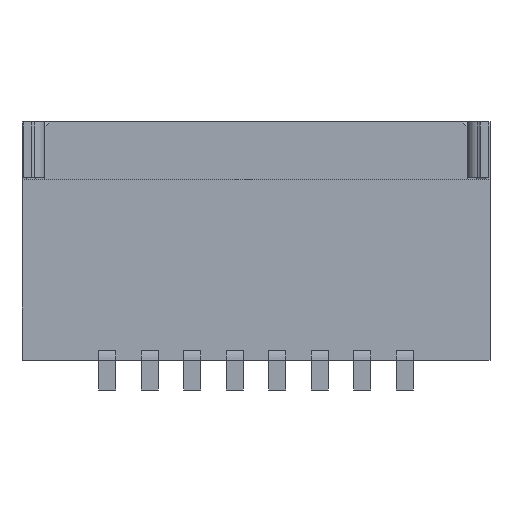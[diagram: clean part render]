
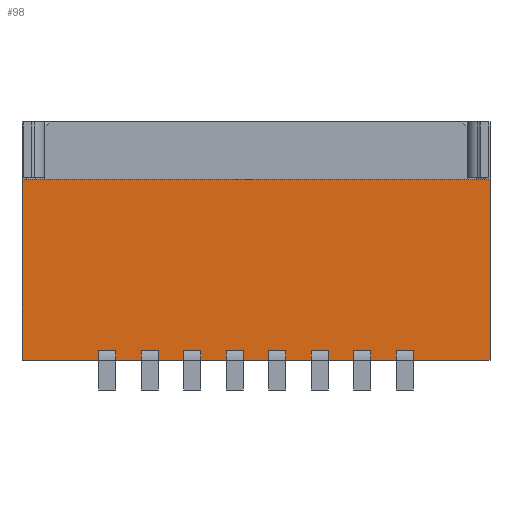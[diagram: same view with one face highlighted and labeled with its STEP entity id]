
A CAD part, front view. The second image highlights one B-rep face of the part: STEP entity #98.
In plain terms, the highlighted planar face has unit normal (0, -1, 0).
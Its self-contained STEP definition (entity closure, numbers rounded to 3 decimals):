
#98=ADVANCED_FACE('',(#346),#347,.T.);
#346=FACE_OUTER_BOUND('',#743,.T.);
#347=PLANE('',#744);
#743=EDGE_LOOP('',(#1480,#1481,#1482,#1483,#1484,#1485,#1486,#1487,#1488,#1489,#1490,#1491,#1492,#1493,#1494,#1495,#1496,#1497,#1498,#1499,#1500,#1501,#1502,#1503,#1504,#1505,#1506,#1507,#1508,#1509,#1510,#1511,#1512,#1513,#1514,#1515));
#744=AXIS2_PLACEMENT_3D('',#1516,#1517,#1518);
#1480=ORIENTED_EDGE('',*,*,#2842,.T.);
#1481=ORIENTED_EDGE('',*,*,#2843,.F.);
#1482=ORIENTED_EDGE('',*,*,#2844,.F.);
#1483=ORIENTED_EDGE('',*,*,#2781,.T.);
#1484=ORIENTED_EDGE('',*,*,#2768,.F.);
#1485=ORIENTED_EDGE('',*,*,#2789,.F.);
#1486=ORIENTED_EDGE('',*,*,#2845,.F.);
#1487=ORIENTED_EDGE('',*,*,#2846,.T.);
#1488=ORIENTED_EDGE('',*,*,#2847,.T.);
#1489=ORIENTED_EDGE('',*,*,#2848,.F.);
#1490=ORIENTED_EDGE('',*,*,#2849,.F.);
#1491=ORIENTED_EDGE('',*,*,#2850,.T.);
#1492=ORIENTED_EDGE('',*,*,#2851,.T.);
#1493=ORIENTED_EDGE('',*,*,#2852,.F.);
#1494=ORIENTED_EDGE('',*,*,#2853,.F.);
#1495=ORIENTED_EDGE('',*,*,#2854,.T.);
#1496=ORIENTED_EDGE('',*,*,#2855,.T.);
#1497=ORIENTED_EDGE('',*,*,#2856,.F.);
#1498=ORIENTED_EDGE('',*,*,#2857,.F.);
#1499=ORIENTED_EDGE('',*,*,#2858,.T.);
#1500=ORIENTED_EDGE('',*,*,#2859,.T.);
#1501=ORIENTED_EDGE('',*,*,#2860,.F.);
#1502=ORIENTED_EDGE('',*,*,#2861,.F.);
#1503=ORIENTED_EDGE('',*,*,#2862,.T.);
#1504=ORIENTED_EDGE('',*,*,#2863,.T.);
#1505=ORIENTED_EDGE('',*,*,#2864,.F.);
#1506=ORIENTED_EDGE('',*,*,#2865,.F.);
#1507=ORIENTED_EDGE('',*,*,#2866,.T.);
#1508=ORIENTED_EDGE('',*,*,#2867,.T.);
#1509=ORIENTED_EDGE('',*,*,#2868,.F.);
#1510=ORIENTED_EDGE('',*,*,#2869,.F.);
#1511=ORIENTED_EDGE('',*,*,#2870,.T.);
#1512=ORIENTED_EDGE('',*,*,#2871,.T.);
#1513=ORIENTED_EDGE('',*,*,#2872,.F.);
#1514=ORIENTED_EDGE('',*,*,#2873,.F.);
#1515=ORIENTED_EDGE('',*,*,#2874,.T.);
#1516=CARTESIAN_POINT('',(-5.5,-1.5,0.0));
#1517=DIRECTION('',(0.0,-1.0,0.0));
#1518=DIRECTION('',(0.0,0.0,-1.0));
#2768=EDGE_CURVE('',#3369,#3371,#3372,.T.);
#2781=EDGE_CURVE('',#3391,#3371,#3392,.T.);
#2789=EDGE_CURVE('',#3402,#3369,#3404,.T.);
#2842=EDGE_CURVE('',#3479,#3480,#3481,.T.);
#2843=EDGE_CURVE('',#3482,#3480,#3483,.T.);
#2844=EDGE_CURVE('',#3391,#3482,#3484,.T.);
#2845=EDGE_CURVE('',#3485,#3402,#3486,.T.);
#2846=EDGE_CURVE('',#3485,#3487,#3488,.T.);
#2847=EDGE_CURVE('',#3487,#3489,#3490,.T.);
#2848=EDGE_CURVE('',#3491,#3489,#3492,.T.);
#2849=EDGE_CURVE('',#3493,#3491,#3494,.T.);
#2850=EDGE_CURVE('',#3493,#3495,#3496,.T.);
#2851=EDGE_CURVE('',#3495,#3497,#3498,.T.);
#2852=EDGE_CURVE('',#3499,#3497,#3500,.T.);
#2853=EDGE_CURVE('',#3501,#3499,#3502,.T.);
#2854=EDGE_CURVE('',#3501,#3503,#3504,.T.);
#2855=EDGE_CURVE('',#3503,#3505,#3506,.T.);
#2856=EDGE_CURVE('',#3507,#3505,#3508,.T.);
#2857=EDGE_CURVE('',#3509,#3507,#3510,.T.);
#2858=EDGE_CURVE('',#3509,#3511,#3512,.T.);
#2859=EDGE_CURVE('',#3511,#3513,#3514,.T.);
#2860=EDGE_CURVE('',#3515,#3513,#3516,.T.);
#2861=EDGE_CURVE('',#3517,#3515,#3518,.T.);
#2862=EDGE_CURVE('',#3517,#3519,#3520,.T.);
#2863=EDGE_CURVE('',#3519,#3521,#3522,.T.);
#2864=EDGE_CURVE('',#3523,#3521,#3524,.T.);
#2865=EDGE_CURVE('',#3525,#3523,#3526,.T.);
#2866=EDGE_CURVE('',#3525,#3527,#3528,.T.);
#2867=EDGE_CURVE('',#3527,#3529,#3530,.T.);
#2868=EDGE_CURVE('',#3531,#3529,#3532,.T.);
#2869=EDGE_CURVE('',#3533,#3531,#3534,.T.);
#2870=EDGE_CURVE('',#3533,#3535,#3536,.T.);
#2871=EDGE_CURVE('',#3535,#3537,#3538,.T.);
#2872=EDGE_CURVE('',#3539,#3537,#3540,.T.);
#2873=EDGE_CURVE('',#3541,#3539,#3542,.T.);
#2874=EDGE_CURVE('',#3541,#3479,#3543,.T.);
#3369=VERTEX_POINT('',#4328);
#3371=VERTEX_POINT('',#4331);
#3372=LINE('',#4332,#4333);
#3391=VERTEX_POINT('',#4364);
#3392=LINE('',#4365,#4366);
#3402=VERTEX_POINT('',#4382);
#3404=LINE('',#4385,#4386);
#3479=VERTEX_POINT('',#4505);
#3480=VERTEX_POINT('',#4506);
#3481=LINE('',#4507,#4508);
#3482=VERTEX_POINT('',#4509);
#3483=LINE('',#4510,#4511);
#3484=LINE('',#4512,#4513);
#3485=VERTEX_POINT('',#4514);
#3486=LINE('',#4515,#4516);
#3487=VERTEX_POINT('',#4517);
#3488=LINE('',#4518,#4519);
#3489=VERTEX_POINT('',#4520);
#3490=LINE('',#4521,#4522);
#3491=VERTEX_POINT('',#4523);
#3492=LINE('',#4524,#4525);
#3493=VERTEX_POINT('',#4526);
#3494=LINE('',#4527,#4528);
#3495=VERTEX_POINT('',#4529);
#3496=LINE('',#4530,#4531);
#3497=VERTEX_POINT('',#4532);
#3498=LINE('',#4533,#4534);
#3499=VERTEX_POINT('',#4535);
#3500=LINE('',#4536,#4537);
#3501=VERTEX_POINT('',#4538);
#3502=LINE('',#4539,#4540);
#3503=VERTEX_POINT('',#4541);
#3504=LINE('',#4542,#4543);
#3505=VERTEX_POINT('',#4544);
#3506=LINE('',#4545,#4546);
#3507=VERTEX_POINT('',#4547);
#3508=LINE('',#4548,#4549);
#3509=VERTEX_POINT('',#4550);
#3510=LINE('',#4551,#4552);
#3511=VERTEX_POINT('',#4553);
#3512=LINE('',#4554,#4555);
#3513=VERTEX_POINT('',#4556);
#3514=LINE('',#4557,#4558);
#3515=VERTEX_POINT('',#4559);
#3516=LINE('',#4560,#4561);
#3517=VERTEX_POINT('',#4562);
#3518=LINE('',#4563,#4564);
#3519=VERTEX_POINT('',#4565);
#3520=LINE('',#4566,#4567);
#3521=VERTEX_POINT('',#4568);
#3522=LINE('',#4569,#4570);
#3523=VERTEX_POINT('',#4571);
#3524=LINE('',#4572,#4573);
#3525=VERTEX_POINT('',#4574);
#3526=LINE('',#4575,#4576);
#3527=VERTEX_POINT('',#4577);
#3528=LINE('',#4578,#4579);
#3529=VERTEX_POINT('',#4580);
#3530=LINE('',#4581,#4582);
#3531=VERTEX_POINT('',#4583);
#3532=LINE('',#4584,#4585);
#3533=VERTEX_POINT('',#4586);
#3534=LINE('',#4587,#4588);
#3535=VERTEX_POINT('',#4589);
#3536=LINE('',#4590,#4591);
#3537=VERTEX_POINT('',#4592);
#3538=LINE('',#4593,#4594);
#3539=VERTEX_POINT('',#4595);
#3540=LINE('',#4596,#4597);
#3541=VERTEX_POINT('',#4598);
#3542=LINE('',#4599,#4600);
#3543=LINE('',#4601,#4602);
#4328=CARTESIAN_POINT('',(-5.5,-1.5,-1.35));
#4331=CARTESIAN_POINT('',(5.5,-1.5,-1.35));
#4332=CARTESIAN_POINT('',(-5.5,-1.5,-1.35));
#4333=VECTOR('',#5564,11.0);
#4364=CARTESIAN_POINT('',(5.5,-1.5,-5.6));
#4365=CARTESIAN_POINT('',(5.5,-1.5,-5.6));
#4366=VECTOR('',#5577,4.25);
#4382=CARTESIAN_POINT('',(-5.5,-1.5,-5.6));
#4385=CARTESIAN_POINT('',(-5.5,-1.5,-5.6));
#4386=VECTOR('',#5585,4.25);
#4505=CARTESIAN_POINT('',(3.3,-1.5,-5.382));
#4506=CARTESIAN_POINT('',(3.7,-1.5,-5.382));
#4507=CARTESIAN_POINT('',(3.3,-1.5,-5.382));
#4508=VECTOR('',#5654,0.4);
#4509=CARTESIAN_POINT('',(3.7,-1.5,-5.6));
#4510=CARTESIAN_POINT('',(3.7,-1.5,-5.6));
#4511=VECTOR('',#5655,0.218);
#4512=CARTESIAN_POINT('',(5.5,-1.5,-5.6));
#4513=VECTOR('',#5656,1.8);
#4514=CARTESIAN_POINT('',(-3.7,-1.5,-5.6));
#4515=CARTESIAN_POINT('',(-3.7,-1.5,-5.6));
#4516=VECTOR('',#5657,1.8);
#4517=CARTESIAN_POINT('',(-3.7,-1.5,-5.382));
#4518=CARTESIAN_POINT('',(-3.7,-1.5,-5.6));
#4519=VECTOR('',#5658,0.218);
#4520=CARTESIAN_POINT('',(-3.3,-1.5,-5.382));
#4521=CARTESIAN_POINT('',(-3.7,-1.5,-5.382));
#4522=VECTOR('',#5659,0.4);
#4523=CARTESIAN_POINT('',(-3.3,-1.5,-5.6));
#4524=CARTESIAN_POINT('',(-3.3,-1.5,-5.6));
#4525=VECTOR('',#5660,0.218);
#4526=CARTESIAN_POINT('',(-2.7,-1.5,-5.6));
#4527=CARTESIAN_POINT('',(-2.7,-1.5,-5.6));
#4528=VECTOR('',#5661,0.6);
#4529=CARTESIAN_POINT('',(-2.7,-1.5,-5.382));
#4530=CARTESIAN_POINT('',(-2.7,-1.5,-5.6));
#4531=VECTOR('',#5662,0.218);
#4532=CARTESIAN_POINT('',(-2.3,-1.5,-5.382));
#4533=CARTESIAN_POINT('',(-2.7,-1.5,-5.382));
#4534=VECTOR('',#5663,0.4);
#4535=CARTESIAN_POINT('',(-2.3,-1.5,-5.6));
#4536=CARTESIAN_POINT('',(-2.3,-1.5,-5.6));
#4537=VECTOR('',#5664,0.218);
#4538=CARTESIAN_POINT('',(-1.7,-1.5,-5.6));
#4539=CARTESIAN_POINT('',(-1.7,-1.5,-5.6));
#4540=VECTOR('',#5665,0.6);
#4541=CARTESIAN_POINT('',(-1.7,-1.5,-5.382));
#4542=CARTESIAN_POINT('',(-1.7,-1.5,-5.6));
#4543=VECTOR('',#5666,0.218);
#4544=CARTESIAN_POINT('',(-1.3,-1.5,-5.382));
#4545=CARTESIAN_POINT('',(-1.7,-1.5,-5.382));
#4546=VECTOR('',#5667,0.4);
#4547=CARTESIAN_POINT('',(-1.3,-1.5,-5.6));
#4548=CARTESIAN_POINT('',(-1.3,-1.5,-5.6));
#4549=VECTOR('',#5668,0.218);
#4550=CARTESIAN_POINT('',(-0.7,-1.5,-5.6));
#4551=CARTESIAN_POINT('',(-0.7,-1.5,-5.6));
#4552=VECTOR('',#5669,0.6);
#4553=CARTESIAN_POINT('',(-0.7,-1.5,-5.382));
#4554=CARTESIAN_POINT('',(-0.7,-1.5,-5.6));
#4555=VECTOR('',#5670,0.218);
#4556=CARTESIAN_POINT('',(-0.3,-1.5,-5.382));
#4557=CARTESIAN_POINT('',(-0.7,-1.5,-5.382));
#4558=VECTOR('',#5671,0.4);
#4559=CARTESIAN_POINT('',(-0.3,-1.5,-5.6));
#4560=CARTESIAN_POINT('',(-0.3,-1.5,-5.6));
#4561=VECTOR('',#5672,0.218);
#4562=CARTESIAN_POINT('',(0.3,-1.5,-5.6));
#4563=CARTESIAN_POINT('',(0.3,-1.5,-5.6));
#4564=VECTOR('',#5673,0.6);
#4565=CARTESIAN_POINT('',(0.3,-1.5,-5.382));
#4566=CARTESIAN_POINT('',(0.3,-1.5,-5.6));
#4567=VECTOR('',#5674,0.218);
#4568=CARTESIAN_POINT('',(0.7,-1.5,-5.382));
#4569=CARTESIAN_POINT('',(0.3,-1.5,-5.382));
#4570=VECTOR('',#5675,0.4);
#4571=CARTESIAN_POINT('',(0.7,-1.5,-5.6));
#4572=CARTESIAN_POINT('',(0.7,-1.5,-5.6));
#4573=VECTOR('',#5676,0.218);
#4574=CARTESIAN_POINT('',(1.3,-1.5,-5.6));
#4575=CARTESIAN_POINT('',(1.3,-1.5,-5.6));
#4576=VECTOR('',#5677,0.6);
#4577=CARTESIAN_POINT('',(1.3,-1.5,-5.382));
#4578=CARTESIAN_POINT('',(1.3,-1.5,-5.6));
#4579=VECTOR('',#5678,0.218);
#4580=CARTESIAN_POINT('',(1.7,-1.5,-5.382));
#4581=CARTESIAN_POINT('',(1.3,-1.5,-5.382));
#4582=VECTOR('',#5679,0.4);
#4583=CARTESIAN_POINT('',(1.7,-1.5,-5.6));
#4584=CARTESIAN_POINT('',(1.7,-1.5,-5.6));
#4585=VECTOR('',#5680,0.218);
#4586=CARTESIAN_POINT('',(2.3,-1.5,-5.6));
#4587=CARTESIAN_POINT('',(2.3,-1.5,-5.6));
#4588=VECTOR('',#5681,0.6);
#4589=CARTESIAN_POINT('',(2.3,-1.5,-5.382));
#4590=CARTESIAN_POINT('',(2.3,-1.5,-5.6));
#4591=VECTOR('',#5682,0.218);
#4592=CARTESIAN_POINT('',(2.7,-1.5,-5.382));
#4593=CARTESIAN_POINT('',(2.3,-1.5,-5.382));
#4594=VECTOR('',#5683,0.4);
#4595=CARTESIAN_POINT('',(2.7,-1.5,-5.6));
#4596=CARTESIAN_POINT('',(2.7,-1.5,-5.6));
#4597=VECTOR('',#5684,0.218);
#4598=CARTESIAN_POINT('',(3.3,-1.5,-5.6));
#4599=CARTESIAN_POINT('',(3.3,-1.5,-5.6));
#4600=VECTOR('',#5685,0.6);
#4601=CARTESIAN_POINT('',(3.3,-1.5,-5.6));
#4602=VECTOR('',#5686,0.218);
#5564=DIRECTION('',(1.0,0.0,0.0));
#5577=DIRECTION('',(0.0,0.0,1.0));
#5585=DIRECTION('',(0.0,0.0,1.0));
#5654=DIRECTION('',(1.0,0.0,0.0));
#5655=DIRECTION('',(0.0,0.0,1.0));
#5656=DIRECTION('',(-1.0,0.0,0.0));
#5657=DIRECTION('',(-1.0,0.0,0.0));
#5658=DIRECTION('',(0.0,0.0,1.0));
#5659=DIRECTION('',(1.0,0.0,0.0));
#5660=DIRECTION('',(0.0,0.0,1.0));
#5661=DIRECTION('',(-1.0,0.0,0.0));
#5662=DIRECTION('',(0.0,0.0,1.0));
#5663=DIRECTION('',(1.0,0.0,0.0));
#5664=DIRECTION('',(0.0,0.0,1.0));
#5665=DIRECTION('',(-1.0,0.0,0.0));
#5666=DIRECTION('',(0.0,0.0,1.0));
#5667=DIRECTION('',(1.0,0.0,0.0));
#5668=DIRECTION('',(0.0,0.0,1.0));
#5669=DIRECTION('',(-1.0,0.0,0.0));
#5670=DIRECTION('',(0.0,0.0,1.0));
#5671=DIRECTION('',(1.0,0.0,0.0));
#5672=DIRECTION('',(0.0,0.0,1.0));
#5673=DIRECTION('',(-1.0,0.0,0.0));
#5674=DIRECTION('',(0.0,0.0,1.0));
#5675=DIRECTION('',(1.0,0.0,0.0));
#5676=DIRECTION('',(0.0,0.0,1.0));
#5677=DIRECTION('',(-1.0,0.0,0.0));
#5678=DIRECTION('',(0.0,0.0,1.0));
#5679=DIRECTION('',(1.0,0.0,0.0));
#5680=DIRECTION('',(0.0,0.0,1.0));
#5681=DIRECTION('',(-1.0,0.0,0.0));
#5682=DIRECTION('',(0.0,0.0,1.0));
#5683=DIRECTION('',(1.0,0.0,0.0));
#5684=DIRECTION('',(0.0,0.0,1.0));
#5685=DIRECTION('',(-1.0,0.0,0.0));
#5686=DIRECTION('',(0.0,0.0,1.0));
